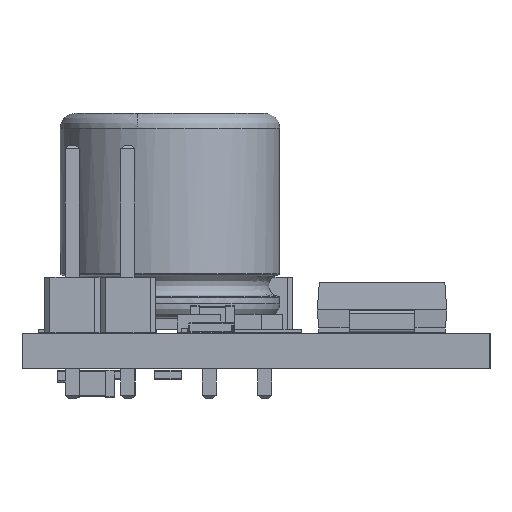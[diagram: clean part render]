
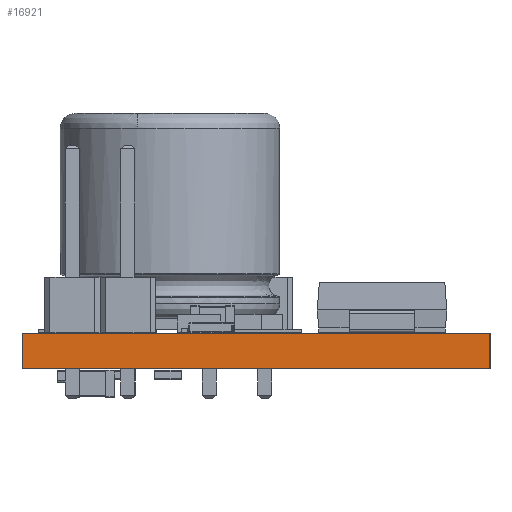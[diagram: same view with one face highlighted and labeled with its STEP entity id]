
A CAD part, left-side view. The second image highlights one B-rep face of the part: STEP entity #16921.
In plain terms, the highlighted planar face has unit normal (-1, 0, 0).
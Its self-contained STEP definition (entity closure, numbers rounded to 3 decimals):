
#16921 = ADVANCED_FACE('',(#16922),#16936,.T.);
#16922 = FACE_BOUND('',#16923,.T.);
#16923 = EDGE_LOOP('',(#16924,#16959,#16987,#17015));
#16924 = ORIENTED_EDGE('',*,*,#16925,.T.);
#16925 = EDGE_CURVE('',#16926,#16928,#16930,.T.);
#16926 = VERTEX_POINT('',#16927);
#16927 = CARTESIAN_POINT('',(22.098,-59.944,0.));
#16928 = VERTEX_POINT('',#16929);
#16929 = CARTESIAN_POINT('',(22.098,-59.944,1.6));
#16930 = SURFACE_CURVE('',#16931,(#16935,#16947),.PCURVE_S1.);
#16931 = LINE('',#16932,#16933);
#16932 = CARTESIAN_POINT('',(22.098,-59.944,0.));
#16933 = VECTOR('',#16934,1.);
#16934 = DIRECTION('',(0.,0.,1.));
#16935 = PCURVE('',#16936,#16941);
#16936 = PLANE('',#16937);
#16937 = AXIS2_PLACEMENT_3D('',#16938,#16939,#16940);
#16938 = CARTESIAN_POINT('',(22.098,-59.944,0.));
#16939 = DIRECTION('',(-1.,0.,0.));
#16940 = DIRECTION('',(0.,1.,0.));
#16941 = DEFINITIONAL_REPRESENTATION('',(#16942),#16946);
#16942 = LINE('',#16943,#16944);
#16943 = CARTESIAN_POINT('',(0.,0.));
#16944 = VECTOR('',#16945,1.);
#16945 = DIRECTION('',(0.,-1.));
#16946 = ( GEOMETRIC_REPRESENTATION_CONTEXT(2) 
PARAMETRIC_REPRESENTATION_CONTEXT() REPRESENTATION_CONTEXT('2D SPACE',''
  ) );
#16947 = PCURVE('',#16948,#16953);
#16948 = PLANE('',#16949);
#16949 = AXIS2_PLACEMENT_3D('',#16950,#16951,#16952);
#16950 = CARTESIAN_POINT('',(51.054,-59.944,0.));
#16951 = DIRECTION('',(0.,-1.,0.));
#16952 = DIRECTION('',(-1.,0.,0.));
#16953 = DEFINITIONAL_REPRESENTATION('',(#16954),#16958);
#16954 = LINE('',#16955,#16956);
#16955 = CARTESIAN_POINT('',(28.956,0.));
#16956 = VECTOR('',#16957,1.);
#16957 = DIRECTION('',(0.,-1.));
#16958 = ( GEOMETRIC_REPRESENTATION_CONTEXT(2) 
PARAMETRIC_REPRESENTATION_CONTEXT() REPRESENTATION_CONTEXT('2D SPACE',''
  ) );
#16959 = ORIENTED_EDGE('',*,*,#16960,.T.);
#16960 = EDGE_CURVE('',#16928,#16961,#16963,.T.);
#16961 = VERTEX_POINT('',#16962);
#16962 = CARTESIAN_POINT('',(22.098,-38.608,1.6));
#16963 = SURFACE_CURVE('',#16964,(#16968,#16975),.PCURVE_S1.);
#16964 = LINE('',#16965,#16966);
#16965 = CARTESIAN_POINT('',(22.098,-59.944,1.6));
#16966 = VECTOR('',#16967,1.);
#16967 = DIRECTION('',(0.,1.,0.));
#16968 = PCURVE('',#16936,#16969);
#16969 = DEFINITIONAL_REPRESENTATION('',(#16970),#16974);
#16970 = LINE('',#16971,#16972);
#16971 = CARTESIAN_POINT('',(0.,-1.6));
#16972 = VECTOR('',#16973,1.);
#16973 = DIRECTION('',(1.,0.));
#16974 = ( GEOMETRIC_REPRESENTATION_CONTEXT(2) 
PARAMETRIC_REPRESENTATION_CONTEXT() REPRESENTATION_CONTEXT('2D SPACE',''
  ) );
#16975 = PCURVE('',#16976,#16981);
#16976 = PLANE('',#16977);
#16977 = AXIS2_PLACEMENT_3D('',#16978,#16979,#16980);
#16978 = CARTESIAN_POINT('',(36.576,-49.276,1.6));
#16979 = DIRECTION('',(-0.,-0.,-1.));
#16980 = DIRECTION('',(-1.,0.,0.));
#16981 = DEFINITIONAL_REPRESENTATION('',(#16982),#16986);
#16982 = LINE('',#16983,#16984);
#16983 = CARTESIAN_POINT('',(14.478,-10.668));
#16984 = VECTOR('',#16985,1.);
#16985 = DIRECTION('',(0.,1.));
#16986 = ( GEOMETRIC_REPRESENTATION_CONTEXT(2) 
PARAMETRIC_REPRESENTATION_CONTEXT() REPRESENTATION_CONTEXT('2D SPACE',''
  ) );
#16987 = ORIENTED_EDGE('',*,*,#16988,.F.);
#16988 = EDGE_CURVE('',#16989,#16961,#16991,.T.);
#16989 = VERTEX_POINT('',#16990);
#16990 = CARTESIAN_POINT('',(22.098,-38.608,0.));
#16991 = SURFACE_CURVE('',#16992,(#16996,#17003),.PCURVE_S1.);
#16992 = LINE('',#16993,#16994);
#16993 = CARTESIAN_POINT('',(22.098,-38.608,0.));
#16994 = VECTOR('',#16995,1.);
#16995 = DIRECTION('',(0.,0.,1.));
#16996 = PCURVE('',#16936,#16997);
#16997 = DEFINITIONAL_REPRESENTATION('',(#16998),#17002);
#16998 = LINE('',#16999,#17000);
#16999 = CARTESIAN_POINT('',(21.336,0.));
#17000 = VECTOR('',#17001,1.);
#17001 = DIRECTION('',(0.,-1.));
#17002 = ( GEOMETRIC_REPRESENTATION_CONTEXT(2) 
PARAMETRIC_REPRESENTATION_CONTEXT() REPRESENTATION_CONTEXT('2D SPACE',''
  ) );
#17003 = PCURVE('',#17004,#17009);
#17004 = PLANE('',#17005);
#17005 = AXIS2_PLACEMENT_3D('',#17006,#17007,#17008);
#17006 = CARTESIAN_POINT('',(22.098,-38.608,0.));
#17007 = DIRECTION('',(0.,1.,0.));
#17008 = DIRECTION('',(1.,0.,0.));
#17009 = DEFINITIONAL_REPRESENTATION('',(#17010),#17014);
#17010 = LINE('',#17011,#17012);
#17011 = CARTESIAN_POINT('',(0.,0.));
#17012 = VECTOR('',#17013,1.);
#17013 = DIRECTION('',(0.,-1.));
#17014 = ( GEOMETRIC_REPRESENTATION_CONTEXT(2) 
PARAMETRIC_REPRESENTATION_CONTEXT() REPRESENTATION_CONTEXT('2D SPACE',''
  ) );
#17015 = ORIENTED_EDGE('',*,*,#17016,.F.);
#17016 = EDGE_CURVE('',#16926,#16989,#17017,.T.);
#17017 = SURFACE_CURVE('',#17018,(#17022,#17029),.PCURVE_S1.);
#17018 = LINE('',#17019,#17020);
#17019 = CARTESIAN_POINT('',(22.098,-59.944,0.));
#17020 = VECTOR('',#17021,1.);
#17021 = DIRECTION('',(0.,1.,0.));
#17022 = PCURVE('',#16936,#17023);
#17023 = DEFINITIONAL_REPRESENTATION('',(#17024),#17028);
#17024 = LINE('',#17025,#17026);
#17025 = CARTESIAN_POINT('',(0.,0.));
#17026 = VECTOR('',#17027,1.);
#17027 = DIRECTION('',(1.,0.));
#17028 = ( GEOMETRIC_REPRESENTATION_CONTEXT(2) 
PARAMETRIC_REPRESENTATION_CONTEXT() REPRESENTATION_CONTEXT('2D SPACE',''
  ) );
#17029 = PCURVE('',#17030,#17035);
#17030 = PLANE('',#17031);
#17031 = AXIS2_PLACEMENT_3D('',#17032,#17033,#17034);
#17032 = CARTESIAN_POINT('',(36.576,-49.276,0.));
#17033 = DIRECTION('',(-0.,-0.,-1.));
#17034 = DIRECTION('',(-1.,0.,0.));
#17035 = DEFINITIONAL_REPRESENTATION('',(#17036),#17040);
#17036 = LINE('',#17037,#17038);
#17037 = CARTESIAN_POINT('',(14.478,-10.668));
#17038 = VECTOR('',#17039,1.);
#17039 = DIRECTION('',(0.,1.));
#17040 = ( GEOMETRIC_REPRESENTATION_CONTEXT(2) 
PARAMETRIC_REPRESENTATION_CONTEXT() REPRESENTATION_CONTEXT('2D SPACE',''
  ) );
